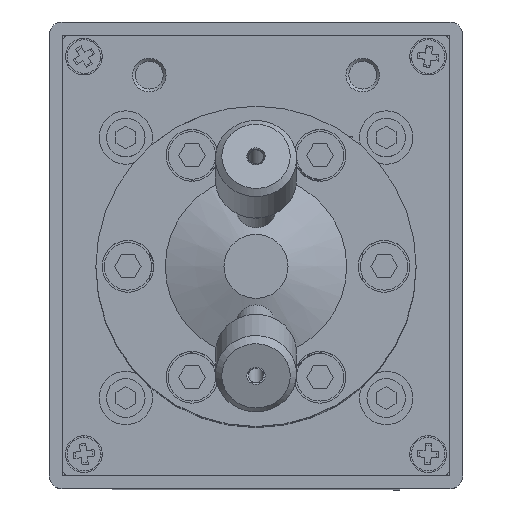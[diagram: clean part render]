
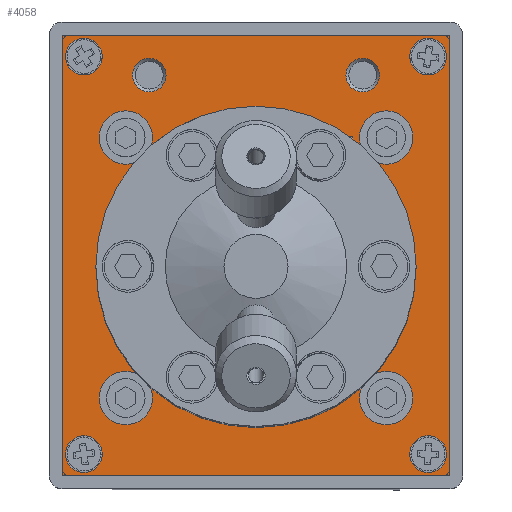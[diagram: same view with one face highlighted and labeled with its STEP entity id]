
A CAD part, top view. The second image highlights one B-rep face of the part: STEP entity #4058.
In plain terms, the highlighted planar face has unit normal (0, 0, 1).
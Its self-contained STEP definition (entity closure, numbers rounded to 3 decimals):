
#3794=CARTESIAN_POINT('',(18.429,15.428,-34.46));
#3795=VERTEX_POINT('',#3794);
#3796=CARTESIAN_POINT('',(21.604,15.428,-34.46));
#3797=DIRECTION('',(0.0,0.0,-1.0));
#3798=DIRECTION('',(-1.0,0.0,0.0));
#3799=AXIS2_PLACEMENT_3D('',#3796,#3797,#3798);
#3800=CIRCLE('',#3799,3.175);
#3801=EDGE_CURVE('',#3795,#3795,#3800,.T.);
#3842=CARTESIAN_POINT('',(18.429,-15.56,-34.46));
#3843=VERTEX_POINT('',#3842);
#3844=CARTESIAN_POINT('',(21.604,-15.56,-34.46));
#3845=DIRECTION('',(0.0,0.0,-1.0));
#3846=DIRECTION('',(-1.0,0.0,0.0));
#3847=AXIS2_PLACEMENT_3D('',#3844,#3845,#3846);
#3848=CIRCLE('',#3847,3.175);
#3849=EDGE_CURVE('',#3843,#3843,#3848,.T.);
#3910=CARTESIAN_POINT('',(16.81,22.845,-34.46));
#3911=VERTEX_POINT('',#3910);
#3912=CARTESIAN_POINT('',(18.81,22.845,-34.46));
#3913=DIRECTION('',(0.0,0.0,-1.0));
#3914=DIRECTION('',(-1.0,0.0,0.0));
#3915=AXIS2_PLACEMENT_3D('',#3912,#3913,#3914);
#3916=CIRCLE('',#3915,2.0);
#3917=EDGE_CURVE('',#3911,#3911,#3916,.T.);
#3922=CARTESIAN_POINT('',(6.109,1.407,-34.46));
#3923=DIRECTION('',(0.0,0.0,1.0));
#3924=DIRECTION('',(-1.0,0.0,0.0));
#3925=AXIS2_PLACEMENT_3D('',#3922,#3923,#3924);
#3926=PLANE('',#3925);
#3927=CARTESIAN_POINT('',(29.122,27.595,-34.46));
#3928=VERTEX_POINT('',#3927);
#3929=CARTESIAN_POINT('',(-16.903,27.595,-34.46));
#3930=VERTEX_POINT('',#3929);
#3931=CARTESIAN_POINT('',(29.122,27.595,-34.46));
#3932=DIRECTION('',(-1.0,0.0,0.0));
#3933=VECTOR('',#3932,46.025);
#3934=LINE('',#3931,#3933);
#3935=EDGE_CURVE('',#3928,#3930,#3934,.T.);
#3936=ORIENTED_EDGE('',*,*,#3935,.T.);
#3937=CARTESIAN_POINT('',(-16.903,-24.78,-34.46));
#3938=VERTEX_POINT('',#3937);
#3939=CARTESIAN_POINT('',(-16.903,27.595,-34.46));
#3940=DIRECTION('',(0.0,-1.0,0.0));
#3941=VECTOR('',#3940,52.375);
#3942=LINE('',#3939,#3941);
#3943=EDGE_CURVE('',#3930,#3938,#3942,.T.);
#3944=ORIENTED_EDGE('',*,*,#3943,.T.);
#3945=CARTESIAN_POINT('',(29.122,-24.78,-34.46));
#3946=VERTEX_POINT('',#3945);
#3947=CARTESIAN_POINT('',(-16.903,-24.78,-34.46));
#3948=DIRECTION('',(1.0,0.0,0.0));
#3949=VECTOR('',#3948,46.025);
#3950=LINE('',#3947,#3949);
#3951=EDGE_CURVE('',#3938,#3946,#3950,.T.);
#3952=ORIENTED_EDGE('',*,*,#3951,.T.);
#3953=CARTESIAN_POINT('',(29.122,-24.78,-34.46));
#3954=DIRECTION('',(0.0,1.0,0.0));
#3955=VECTOR('',#3954,52.375);
#3956=LINE('',#3953,#3955);
#3957=EDGE_CURVE('',#3946,#3928,#3956,.T.);
#3958=ORIENTED_EDGE('',*,*,#3957,.T.);
#3959=EDGE_LOOP('',(#3936,#3944,#3952,#3958));
#3960=FACE_OUTER_BOUND('',#3959,.T.);
#3961=CARTESIAN_POINT('',(-9.908,-0.066,-34.46));
#3962=VERTEX_POINT('',#3961);
#3963=CARTESIAN_POINT('',(6.11,-0.066,-34.46));
#3964=DIRECTION('',(0.0,0.0,1.0));
#3965=DIRECTION('',(1.0,0.0,0.0));
#3966=AXIS2_PLACEMENT_3D('',#3963,#3964,#3965);
#3967=CIRCLE('',#3966,16.017);
#3968=EDGE_CURVE('',#3962,#3962,#3967,.T.);
#3969=ORIENTED_EDGE('',*,*,#3968,.F.);
#3970=EDGE_LOOP('',(#3969));
#3971=FACE_BOUND('',#3970,.T.);
#3972=CARTESIAN_POINT('',(-12.559,15.428,-34.46));
#3973=VERTEX_POINT('',#3972);
#3974=CARTESIAN_POINT('',(-9.384,15.428,-34.46));
#3975=DIRECTION('',(0.0,0.0,-1.0));
#3976=DIRECTION('',(-1.0,0.0,0.0));
#3977=AXIS2_PLACEMENT_3D('',#3974,#3975,#3976);
#3978=CIRCLE('',#3977,3.175);
#3979=EDGE_CURVE('',#3973,#3973,#3978,.T.);
#3980=ORIENTED_EDGE('',*,*,#3979,.T.);
#3981=EDGE_LOOP('',(#3980));
#3982=FACE_BOUND('',#3981,.T.);
#3983=ORIENTED_EDGE('',*,*,#3801,.T.);
#3984=EDGE_LOOP('',(#3983));
#3985=FACE_BOUND('',#3984,.T.);
#3986=CARTESIAN_POINT('',(-12.559,-15.56,-34.46));
#3987=VERTEX_POINT('',#3986);
#3988=CARTESIAN_POINT('',(-9.384,-15.56,-34.46));
#3989=DIRECTION('',(0.0,0.0,-1.0));
#3990=DIRECTION('',(-1.0,0.0,0.0));
#3991=AXIS2_PLACEMENT_3D('',#3988,#3989,#3990);
#3992=CIRCLE('',#3991,3.175);
#3993=EDGE_CURVE('',#3987,#3987,#3992,.T.);
#3994=ORIENTED_EDGE('',*,*,#3993,.T.);
#3995=EDGE_LOOP('',(#3994));
#3996=FACE_BOUND('',#3995,.T.);
#3997=ORIENTED_EDGE('',*,*,#3849,.T.);
#3998=EDGE_LOOP('',(#3997));
#3999=FACE_BOUND('',#3998,.T.);
#4000=CARTESIAN_POINT('',(-16.548,-22.24,-34.46));
#4001=VERTEX_POINT('',#4000);
#4002=CARTESIAN_POINT('',(-14.363,-22.24,-34.46));
#4003=DIRECTION('',(0.0,0.0,-1.0));
#4004=DIRECTION('',(-1.0,0.0,0.0));
#4005=AXIS2_PLACEMENT_3D('',#4002,#4003,#4004);
#4006=CIRCLE('',#4005,2.185);
#4007=EDGE_CURVE('',#4001,#4001,#4006,.T.);
#4008=ORIENTED_EDGE('',*,*,#4007,.T.);
#4009=EDGE_LOOP('',(#4008));
#4010=FACE_BOUND('',#4009,.T.);
#4011=CARTESIAN_POINT('',(-16.548,25.055,-34.46));
#4012=VERTEX_POINT('',#4011);
#4013=CARTESIAN_POINT('',(-14.363,25.055,-34.46));
#4014=DIRECTION('',(0.0,0.0,-1.0));
#4015=DIRECTION('',(-1.0,0.0,0.0));
#4016=AXIS2_PLACEMENT_3D('',#4013,#4014,#4015);
#4017=CIRCLE('',#4016,2.185);
#4018=EDGE_CURVE('',#4012,#4012,#4017,.T.);
#4019=ORIENTED_EDGE('',*,*,#4018,.T.);
#4020=EDGE_LOOP('',(#4019));
#4021=FACE_BOUND('',#4020,.T.);
#4022=CARTESIAN_POINT('',(24.397,-22.24,-34.46));
#4023=VERTEX_POINT('',#4022);
#4024=CARTESIAN_POINT('',(26.582,-22.24,-34.46));
#4025=DIRECTION('',(0.0,0.0,-1.0));
#4026=DIRECTION('',(-1.0,0.0,0.0));
#4027=AXIS2_PLACEMENT_3D('',#4024,#4025,#4026);
#4028=CIRCLE('',#4027,2.185);
#4029=EDGE_CURVE('',#4023,#4023,#4028,.T.);
#4030=ORIENTED_EDGE('',*,*,#4029,.T.);
#4031=EDGE_LOOP('',(#4030));
#4032=FACE_BOUND('',#4031,.T.);
#4033=CARTESIAN_POINT('',(24.397,25.055,-34.46));
#4034=VERTEX_POINT('',#4033);
#4035=CARTESIAN_POINT('',(26.582,25.055,-34.46));
#4036=DIRECTION('',(0.0,0.0,-1.0));
#4037=DIRECTION('',(-1.0,0.0,0.0));
#4038=AXIS2_PLACEMENT_3D('',#4035,#4036,#4037);
#4039=CIRCLE('',#4038,2.185);
#4040=EDGE_CURVE('',#4034,#4034,#4039,.T.);
#4041=ORIENTED_EDGE('',*,*,#4040,.T.);
#4042=EDGE_LOOP('',(#4041));
#4043=FACE_BOUND('',#4042,.T.);
#4044=CARTESIAN_POINT('',(-8.59,22.845,-34.46));
#4045=VERTEX_POINT('',#4044);
#4046=CARTESIAN_POINT('',(-6.59,22.845,-34.46));
#4047=DIRECTION('',(0.0,0.0,-1.0));
#4048=DIRECTION('',(-1.0,0.0,0.0));
#4049=AXIS2_PLACEMENT_3D('',#4046,#4047,#4048);
#4050=CIRCLE('',#4049,2.0);
#4051=EDGE_CURVE('',#4045,#4045,#4050,.T.);
#4052=ORIENTED_EDGE('',*,*,#4051,.T.);
#4053=EDGE_LOOP('',(#4052));
#4054=FACE_BOUND('',#4053,.T.);
#4055=ORIENTED_EDGE('',*,*,#3917,.T.);
#4056=EDGE_LOOP('',(#4055));
#4057=FACE_BOUND('',#4056,.T.);
#4058=ADVANCED_FACE('',(#3960,#3971,#3982,#3985,#3996,#3999,#4010,#4021,#4032,#4043,#4054,#4057),#3926,.T.);
